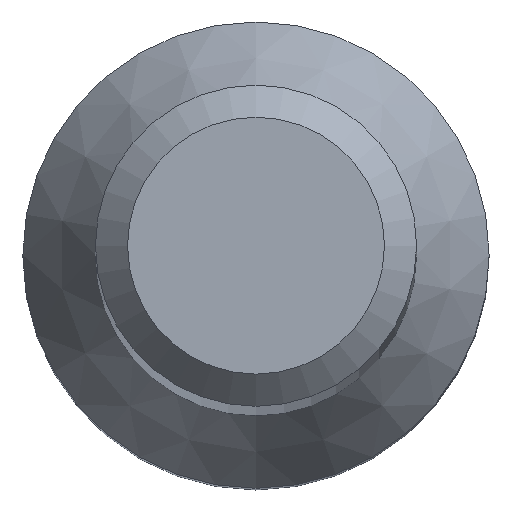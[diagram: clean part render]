
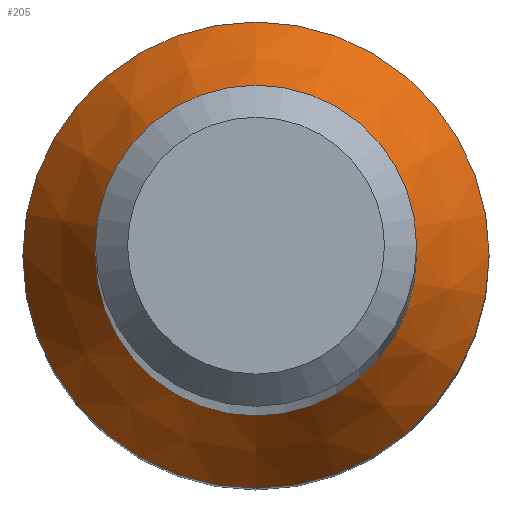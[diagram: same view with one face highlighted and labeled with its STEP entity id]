
A CAD part, top view. The second image highlights one B-rep face of the part: STEP entity #205.
In plain terms, the highlighted conical face has half-angle 30 degrees and reference radius 2.904 mm.
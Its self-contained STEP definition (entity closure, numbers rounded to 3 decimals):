
#3 = AXIS2_PLACEMENT_3D ( 'NONE', #170, #127, #53 ) ;
#15 = AXIS2_PLACEMENT_3D ( 'NONE', #238, #55, #62 ) ;
#19 = CARTESIAN_POINT ( 'NONE',  ( 0., 2., 13.992 ) ) ;
#24 = EDGE_LOOP ( 'NONE', ( #52 ) ) ;
#46 = EDGE_CURVE ( 'NONE', #214, #214, #112, .T. ) ;
#52 = ORIENTED_EDGE ( 'NONE', *, *, #46, .T. ) ;
#53 = DIRECTION ( 'NONE',  ( 0., 1., 0. ) ) ;
#55 = DIRECTION ( 'NONE',  ( 0., 0., -1. ) ) ;
#58 = DIRECTION ( 'NONE',  ( 0., 0., -1. ) ) ;
#62 = DIRECTION ( 'NONE',  ( 0., 1., 0. ) ) ;
#82 = VERTEX_POINT ( 'NONE', #147 ) ;
#87 = ORIENTED_EDGE ( 'NONE', *, *, #199, .F. ) ;
#104 = FACE_OUTER_BOUND ( 'NONE', #222, .T. ) ;
#112 = CIRCLE ( 'NONE', #15, 2. ) ;
#124 = FACE_BOUND ( 'NONE', #24, .T. ) ;
#125 = DIRECTION ( 'NONE',  ( 0., 1., 0. ) ) ;
#127 = DIRECTION ( 'NONE',  ( 0., 0., -1. ) ) ;
#130 = CIRCLE ( 'NONE', #139, 2.904 ) ;
#139 = AXIS2_PLACEMENT_3D ( 'NONE', #184, #58, #125 ) ;
#147 = CARTESIAN_POINT ( 'NONE',  ( 0., 2.904, 12.426 ) ) ;
#170 = CARTESIAN_POINT ( 'NONE',  ( 0., 0., 12.426 ) ) ;
#184 = CARTESIAN_POINT ( 'NONE',  ( 0., 0., 12.426 ) ) ;
#199 = EDGE_CURVE ( 'NONE', #82, #82, #130, .T. ) ;
#205 = ADVANCED_FACE ( 'NONE', ( #124, #104 ), #237, .T. ) ;
#214 = VERTEX_POINT ( 'NONE', #19 ) ;
#222 = EDGE_LOOP ( 'NONE', ( #87 ) ) ;
#237 = CONICAL_SURFACE ( 'NONE', #3, 2.904, 0.524 ) ;
#238 = CARTESIAN_POINT ( 'NONE',  ( 0., 0., 13.992 ) ) ;
